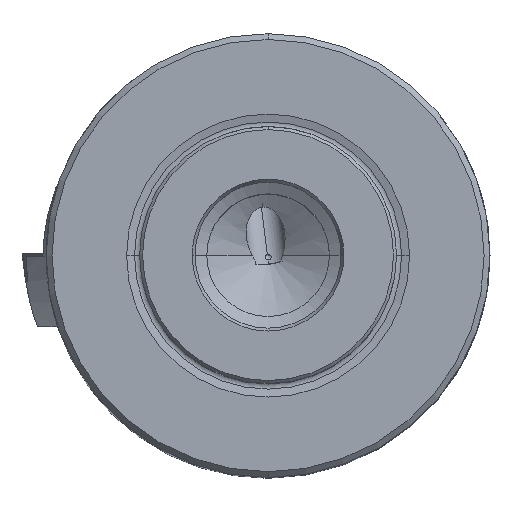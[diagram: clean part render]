
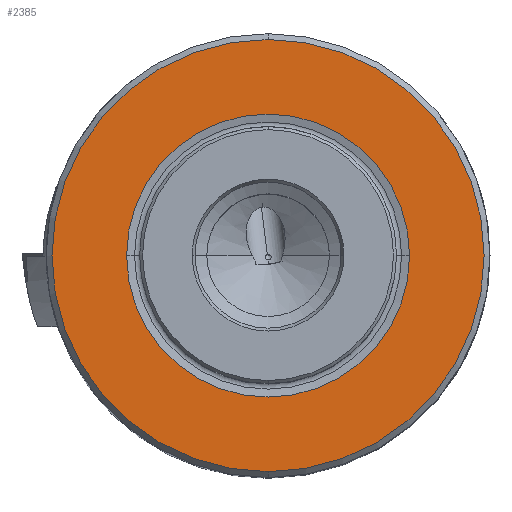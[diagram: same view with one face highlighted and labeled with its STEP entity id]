
A CAD part, top view. The second image highlights one B-rep face of the part: STEP entity #2385.
In plain terms, the highlighted planar face has unit normal (0, 0, 1).
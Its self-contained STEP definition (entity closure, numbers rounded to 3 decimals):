
#2385=ADVANCED_FACE('NONE',(#6610,#6611),#6612,.T.);
#3171=EDGE_CURVE('NONE',#3271,#4815,#7481,.T.);
#3271=VERTEX_POINT('NONE',#7590);
#3545=EDGE_CURVE('NONE',#4983,#4065,#7888,.T.);
#4065=VERTEX_POINT('NONE',#8469);
#4815=VERTEX_POINT('NONE',#9292);
#4983=VERTEX_POINT('NONE',#9483);
#5439=EDGE_CURVE('NONE',#4065,#4983,#9998,.T.);
#6279=EDGE_CURVE('NONE',#4815,#3271,#10925,.T.);
#6610=FACE_OUTER_BOUND('',#11547,.T.);
#6611=FACE_BOUND('',#11548,.T.);
#6612=PLANE('',#11549);
#7481=CIRCLE('',#13341,18.5);
#7590=CARTESIAN_POINT('',(0.0,-18.5,0.0));
#7888=CIRCLE('',#14056,12.112);
#8469=CARTESIAN_POINT('',(-12.112,0.,0.0));
#9292=CARTESIAN_POINT('',(0.,18.5,0.0));
#9483=CARTESIAN_POINT('',(12.112,0.,0.0));
#9998=CIRCLE('',#18583,12.112);
#10925=CIRCLE('',#20602,18.5);
#11547=EDGE_LOOP('',(#20925,#20926));
#11548=EDGE_LOOP('',(#20927,#20928));
#11549=AXIS2_PLACEMENT_3D('',#20929,#20930,#20931);
#13341=AXIS2_PLACEMENT_3D('',#21901,#21902,#21903);
#14056=AXIS2_PLACEMENT_3D('',#22290,#22291,#22292);
#18583=AXIS2_PLACEMENT_3D('',#24653,#24654,#24655);
#20602=AXIS2_PLACEMENT_3D('',#25633,#25634,#25635);
#20925=ORIENTED_EDGE('',*,*,#3171,.T.);
#20926=ORIENTED_EDGE('',*,*,#6279,.T.);
#20927=ORIENTED_EDGE('',*,*,#3545,.F.);
#20928=ORIENTED_EDGE('',*,*,#5439,.F.);
#20929=CARTESIAN_POINT('',(-11.0,0.0,0.0));
#20930=DIRECTION('',(-0.0,0.0,1.0));
#20931=DIRECTION('',(0.0,1.0,0.0));
#21901=CARTESIAN_POINT('',(0.0,0.0,0.0));
#21902=DIRECTION('',(0.0,-0.0,1.0));
#21903=DIRECTION('',(0.0,1.0,0.0));
#22290=CARTESIAN_POINT('',(0.0,0.0,0.0));
#22291=DIRECTION('',(0.0,-0.0,1.0));
#22292=DIRECTION('',(0.0,1.0,0.0));
#24653=CARTESIAN_POINT('',(0.0,0.0,0.0));
#24654=DIRECTION('',(0.0,-0.0,1.0));
#24655=DIRECTION('',(0.0,1.0,0.0));
#25633=CARTESIAN_POINT('',(0.0,0.0,0.0));
#25634=DIRECTION('',(0.0,-0.0,1.0));
#25635=DIRECTION('',(0.0,1.0,0.0));
